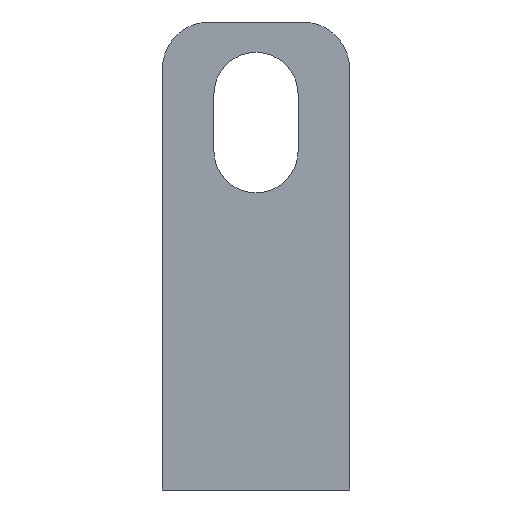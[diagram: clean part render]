
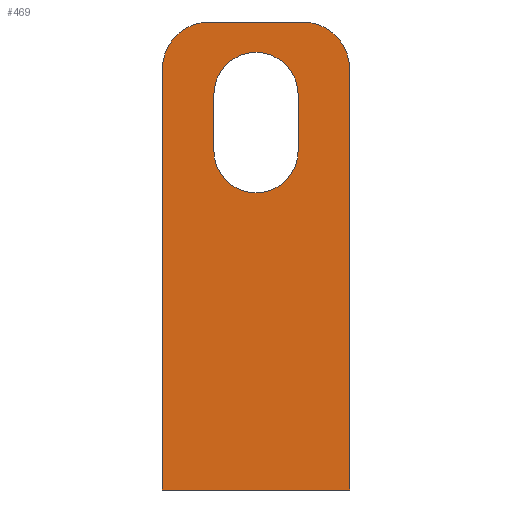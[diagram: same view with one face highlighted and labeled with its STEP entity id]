
A CAD part, left-side view. The second image highlights one B-rep face of the part: STEP entity #469.
In plain terms, the highlighted planar face has unit normal (-1, 0, 0).
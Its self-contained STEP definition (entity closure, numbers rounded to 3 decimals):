
#281 = VERTEX_POINT ( 'NONE', #968 ) ;
#469 = ADVANCED_FACE ( 'NONE', ( #9434, #3982 ), #1309, .T. ) ;
#480 = DIRECTION ( 'NONE',  ( 0., 0., -1. ) ) ;
#607 = CIRCLE ( 'NONE', #9185, 9. ) ;
#612 = VERTEX_POINT ( 'NONE', #6329 ) ;
#645 = EDGE_CURVE ( 'NONE', #281, #612, #2825, .T. ) ;
#739 = VERTEX_POINT ( 'NONE', #878 ) ;
#765 = LINE ( 'NONE', #2455, #9597 ) ;
#851 = CARTESIAN_POINT ( 'NONE',  ( -4., 20., 0. ) ) ;
#863 = VERTEX_POINT ( 'NONE', #1027 ) ;
#878 = CARTESIAN_POINT ( 'NONE',  ( -4., -20., 90. ) ) ;
#968 = CARTESIAN_POINT ( 'NONE',  ( -4., -20., 0. ) ) ;
#1027 = CARTESIAN_POINT ( 'NONE',  ( -4., -9., 72.5 ) ) ;
#1202 = CARTESIAN_POINT ( 'NONE',  ( -4., 20., 90. ) ) ;
#1205 = EDGE_LOOP ( 'NONE', ( #2675, #2116, #8213, #2214, #4674, #3215 ) ) ;
#1214 = CARTESIAN_POINT ( 'NONE',  ( -4., -20., 100. ) ) ;
#1309 = PLANE ( 'NONE',  #9593 ) ;
#1380 = CARTESIAN_POINT ( 'NONE',  ( -4., 9., 84.5 ) ) ;
#1893 = VECTOR ( 'NONE', #6781, 1000. ) ;
#2019 = EDGE_CURVE ( 'NONE', #2470, #8033, #8670, .T. ) ;
#2116 = ORIENTED_EDGE ( 'NONE', *, *, #4971, .T. ) ;
#2175 = DIRECTION ( 'NONE',  ( 1., 0., 0. ) ) ;
#2214 = ORIENTED_EDGE ( 'NONE', *, *, #2019, .T. ) ;
#2455 = CARTESIAN_POINT ( 'NONE',  ( -4., 20., 100. ) ) ;
#2470 = VERTEX_POINT ( 'NONE', #8740 ) ;
#2631 = VERTEX_POINT ( 'NONE', #4331 ) ;
#2675 = ORIENTED_EDGE ( 'NONE', *, *, #9992, .F. ) ;
#2825 = LINE ( 'NONE', #851, #6744 ) ;
#2836 = DIRECTION ( 'NONE',  ( 0., -1., 0. ) ) ;
#2981 = LINE ( 'NONE', #8280, #6769 ) ;
#3060 = DIRECTION ( 'NONE',  ( 0., 0., -1. ) ) ;
#3215 = ORIENTED_EDGE ( 'NONE', *, *, #645, .F. ) ;
#3218 = ORIENTED_EDGE ( 'NONE', *, *, #10326, .T. ) ;
#3288 = CIRCLE ( 'NONE', #4657, 9. ) ;
#3580 = AXIS2_PLACEMENT_3D ( 'NONE', #4710, #8577, #8416 ) ;
#3638 = AXIS2_PLACEMENT_3D ( 'NONE', #10318, #5539, #5611 ) ;
#3982 = FACE_OUTER_BOUND ( 'NONE', #1205, .T. ) ;
#4051 = DIRECTION ( 'NONE',  ( 0., 1., 0. ) ) ;
#4308 = CARTESIAN_POINT ( 'NONE',  ( -4., 9., 72.5 ) ) ;
#4331 = CARTESIAN_POINT ( 'NONE',  ( -4., -10., 100. ) ) ;
#4351 = DIRECTION ( 'NONE',  ( 0., 0., -1. ) ) ;
#4421 = VERTEX_POINT ( 'NONE', #1380 ) ;
#4558 = ORIENTED_EDGE ( 'NONE', *, *, #9772, .T. ) ;
#4657 = AXIS2_PLACEMENT_3D ( 'NONE', #8290, #7524, #4351 ) ;
#4674 = ORIENTED_EDGE ( 'NONE', *, *, #7564, .F. ) ;
#4710 = CARTESIAN_POINT ( 'NONE',  ( -4., -10., 90. ) ) ;
#4971 = EDGE_CURVE ( 'NONE', #739, #2631, #5446, .T. ) ;
#5023 = EDGE_CURVE ( 'NONE', #863, #6438, #3288, .T. ) ;
#5220 = CARTESIAN_POINT ( 'NONE',  ( -4., -9., 84.5 ) ) ;
#5280 = DIRECTION ( 'NONE',  ( 1., 0., 0. ) ) ;
#5310 = CARTESIAN_POINT ( 'NONE',  ( -4., 0., 72.5 ) ) ;
#5325 = CARTESIAN_POINT ( 'NONE',  ( -4., 9., 84.5 ) ) ;
#5361 = DIRECTION ( 'NONE',  ( -1., 0., 0. ) ) ;
#5398 = DIRECTION ( 'NONE',  ( 0., 0., 1. ) ) ;
#5446 = CIRCLE ( 'NONE', #3580, 10. ) ;
#5539 = DIRECTION ( 'NONE',  ( -1., 0., 0. ) ) ;
#5560 = LINE ( 'NONE', #1214, #8994 ) ;
#5565 = CARTESIAN_POINT ( 'NONE',  ( -4., 0., 63.5 ) ) ;
#5611 = DIRECTION ( 'NONE',  ( 0., 0., 1. ) ) ;
#5900 = AXIS2_PLACEMENT_3D ( 'NONE', #5310, #5280, #480 ) ;
#6249 = ORIENTED_EDGE ( 'NONE', *, *, #7754, .T. ) ;
#6329 = CARTESIAN_POINT ( 'NONE',  ( -4., 20., 0. ) ) ;
#6438 = VERTEX_POINT ( 'NONE', #5565 ) ;
#6676 = VERTEX_POINT ( 'NONE', #4308 ) ;
#6744 = VECTOR ( 'NONE', #4051, 1000. ) ;
#6769 = VECTOR ( 'NONE', #7547, 1000. ) ;
#6781 = DIRECTION ( 'NONE',  ( 0., 0., 1. ) ) ;
#7040 = CARTESIAN_POINT ( 'NONE',  ( -4., 0., 84.5 ) ) ;
#7344 = EDGE_CURVE ( 'NONE', #2470, #2631, #5560, .T. ) ;
#7467 = ORIENTED_EDGE ( 'NONE', *, *, #5023, .T. ) ;
#7524 = DIRECTION ( 'NONE',  ( 1., 0., 0. ) ) ;
#7547 = DIRECTION ( 'NONE',  ( 0., 0., -1. ) ) ;
#7564 = EDGE_CURVE ( 'NONE', #612, #8033, #765, .T. ) ;
#7691 = CARTESIAN_POINT ( 'NONE',  ( -4., 0., 0. ) ) ;
#7754 = EDGE_CURVE ( 'NONE', #6676, #4421, #8987, .T. ) ;
#8033 = VERTEX_POINT ( 'NONE', #1202 ) ;
#8082 = VERTEX_POINT ( 'NONE', #8630 ) ;
#8213 = ORIENTED_EDGE ( 'NONE', *, *, #7344, .F. ) ;
#8280 = CARTESIAN_POINT ( 'NONE',  ( -4., -20., 0. ) ) ;
#8290 = CARTESIAN_POINT ( 'NONE',  ( -4., 0., 72.5 ) ) ;
#8416 = DIRECTION ( 'NONE',  ( 0., 0., 1. ) ) ;
#8577 = DIRECTION ( 'NONE',  ( -1., 0., 0. ) ) ;
#8593 = EDGE_LOOP ( 'NONE', ( #4558, #10096, #7467, #3218, #6249 ) ) ;
#8630 = CARTESIAN_POINT ( 'NONE',  ( -4., -9., 84.5 ) ) ;
#8670 = CIRCLE ( 'NONE', #3638, 10. ) ;
#8707 = VECTOR ( 'NONE', #9032, 1000. ) ;
#8740 = CARTESIAN_POINT ( 'NONE',  ( -4., 10., 100. ) ) ;
#8956 = LINE ( 'NONE', #5220, #8707 ) ;
#8987 = LINE ( 'NONE', #5325, #1893 ) ;
#8994 = VECTOR ( 'NONE', #2836, 1000. ) ;
#9032 = DIRECTION ( 'NONE',  ( 0., 0., -1. ) ) ;
#9185 = AXIS2_PLACEMENT_3D ( 'NONE', #7040, #2175, #3060 ) ;
#9434 = FACE_BOUND ( 'NONE', #8593, .T. ) ;
#9593 = AXIS2_PLACEMENT_3D ( 'NONE', #7691, #5361, #5398 ) ;
#9597 = VECTOR ( 'NONE', #9751, 1000. ) ;
#9751 = DIRECTION ( 'NONE',  ( 0., 0., 1. ) ) ;
#9772 = EDGE_CURVE ( 'NONE', #4421, #8082, #607, .T. ) ;
#9836 = CIRCLE ( 'NONE', #5900, 9. ) ;
#9992 = EDGE_CURVE ( 'NONE', #739, #281, #2981, .T. ) ;
#10049 = EDGE_CURVE ( 'NONE', #8082, #863, #8956, .T. ) ;
#10096 = ORIENTED_EDGE ( 'NONE', *, *, #10049, .T. ) ;
#10318 = CARTESIAN_POINT ( 'NONE',  ( -4., 10., 90. ) ) ;
#10326 = EDGE_CURVE ( 'NONE', #6438, #6676, #9836, .T. ) ;
